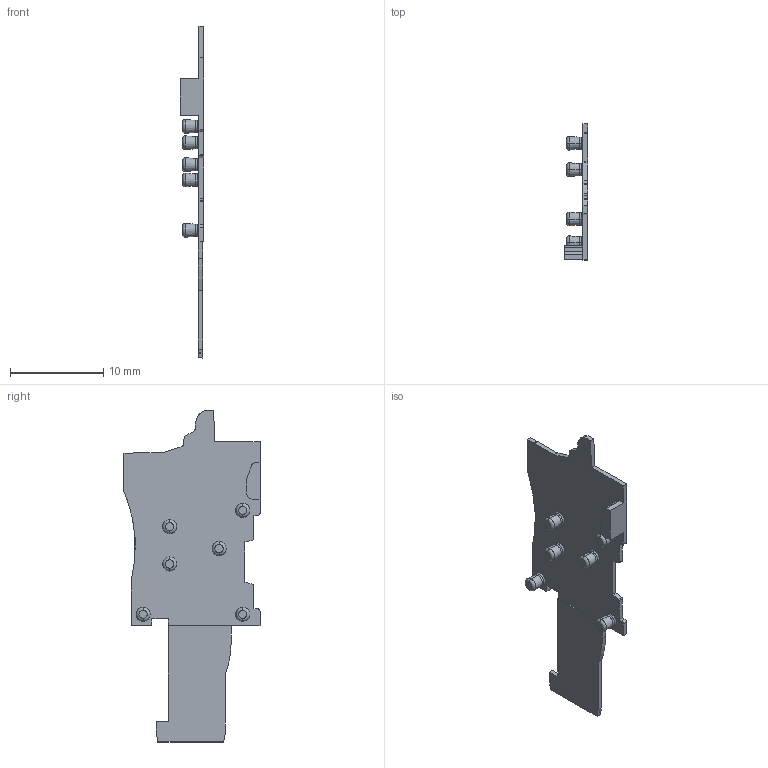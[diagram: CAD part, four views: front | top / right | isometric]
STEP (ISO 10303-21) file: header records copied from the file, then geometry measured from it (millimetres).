
FILE_DESCRIPTION(('CATIA V5R20 STEP214','CAx-IF Rec.Pracs.--- Model Styling and Organization---1.5--- 2016-08-15','CAx-IF Rec.Pracs.---Supplemental Geometry---1.0---2011-11-01','CAx-IF Rec.Pracs.--- Composite Materials ---1.1---2010-07-15'),'2;1');
FILE_NAME ('243051-1_0', '2025-11-21T10:50:41+00:00', ('Weidmueller Interface'), ('Weidmueller'), 'CATIA Version 5-6 Release 2024 SP4', 'CATIA V5 STEP AP214 v3', 'none');
FILE_SCHEMA(('AUTOMOTIVE_DESIGN { 1 0 10303 214 1 1 1 1 }'));
Length unit declared in the file: millimetre
Products named in the file (1): 1508420000
Bounding box: 2.5 x 14.6 x 35.62 mm (x, y, z)
Volume: 198.5 mm3; surface area: 806.5 mm2
Topology: 1 solids, 1 shells, 130 faces, 338 edges, 216 vertices
Faces by surface type: plane 53, cone 24, torus 24, cylinder 20, extrusion 9
Entity records: 4154 total; most frequent: CARTESIAN_POINT 1058, ORIENTED_EDGE 676, DIRECTION 540, EDGE_CURVE 338, AXIS2_PLACEMENT_3D 228, VERTEX_POINT 216, VECTOR 202, LINE 193
